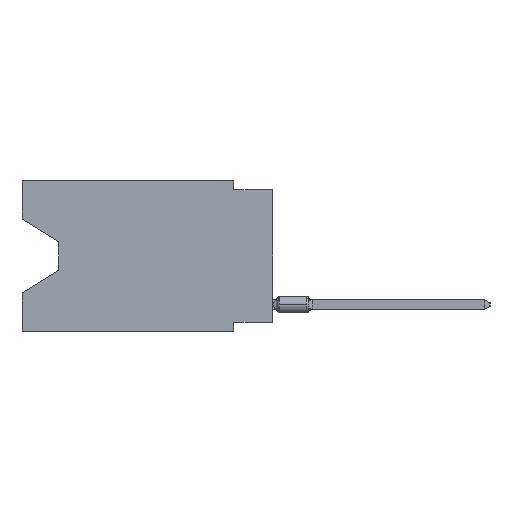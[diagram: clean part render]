
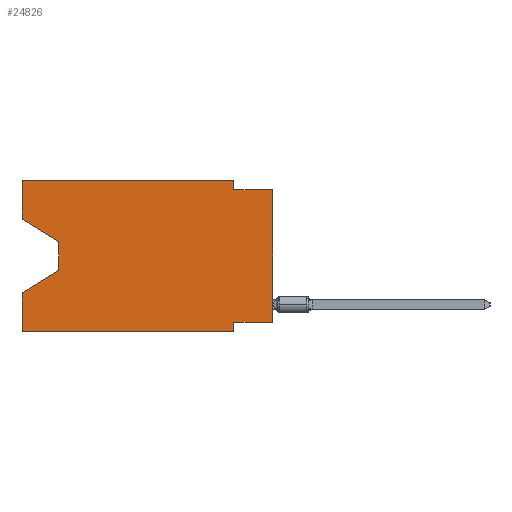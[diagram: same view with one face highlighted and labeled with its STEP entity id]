
A CAD part, left-side view. The second image highlights one B-rep face of the part: STEP entity #24826.
In plain terms, the highlighted planar face has unit normal (-1, 0, 0).
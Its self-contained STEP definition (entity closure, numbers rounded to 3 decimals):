
#326 = CARTESIAN_POINT ( 'NONE',  ( 0., 13.97, -4.013 ) ) ;
#383 = DIRECTION ( 'NONE',  ( 0., -0.855, -0.519 ) ) ;
#582 = VERTEX_POINT ( 'NONE', #22009 ) ;
#1822 = PLANE ( 'NONE',  #4051 ) ;
#2739 = CARTESIAN_POINT ( 'NONE',  ( 0., 0., -0.635 ) ) ;
#2794 = ORIENTED_EDGE ( 'NONE', *, *, #37234, .T. ) ;
#2966 = LINE ( 'NONE', #43936, #36880 ) ;
#3772 = EDGE_CURVE ( 'NONE', #13823, #37369, #2966, .T. ) ;
#3924 = CARTESIAN_POINT ( 'NONE',  ( 0., 16.383, -2.546 ) ) ;
#4051 = AXIS2_PLACEMENT_3D ( 'NONE', #15505, #8579, #29165 ) ;
#4142 = VECTOR ( 'NONE', #9051, 1000. ) ;
#5587 = CARTESIAN_POINT ( 'NONE',  ( 0., 2.54, -9.906 ) ) ;
#5744 = EDGE_CURVE ( 'NONE', #10116, #34721, #22100, .T. ) ;
#5802 = LINE ( 'NONE', #8927, #12100 ) ;
#5912 = ORIENTED_EDGE ( 'NONE', *, *, #16775, .F. ) ;
#5997 = CARTESIAN_POINT ( 'NONE',  ( 0., 2.54, 0. ) ) ;
#6584 = CARTESIAN_POINT ( 'NONE',  ( 0., 0., -9.271 ) ) ;
#7305 = CARTESIAN_POINT ( 'NONE',  ( 0., 13.97, -5.893 ) ) ;
#7951 = DIRECTION ( 'NONE',  ( 0., 0., 1. ) ) ;
#8050 = CARTESIAN_POINT ( 'NONE',  ( 0., 2.54, -0.635 ) ) ;
#8579 = DIRECTION ( 'NONE',  ( 1., 0., 0. ) ) ;
#8854 = ORIENTED_EDGE ( 'NONE', *, *, #43806, .F. ) ;
#8927 = CARTESIAN_POINT ( 'NONE',  ( 0., 16.383, 0. ) ) ;
#9043 = CARTESIAN_POINT ( 'NONE',  ( 0., 2.54, 0. ) ) ;
#9051 = DIRECTION ( 'NONE',  ( 0., 0., 1. ) ) ;
#9914 = LINE ( 'NONE', #2739, #41899 ) ;
#10116 = VERTEX_POINT ( 'NONE', #19186 ) ;
#10346 = CARTESIAN_POINT ( 'NONE',  ( 0., 16.383, -9.906 ) ) ;
#11642 = ORIENTED_EDGE ( 'NONE', *, *, #13263, .F. ) ;
#12030 = EDGE_LOOP ( 'NONE', ( #2794, #36309, #16066, #5912, #38273, #11642, #38186, #27473, #29415, #8854, #26786, #24420 ) ) ;
#12100 = VECTOR ( 'NONE', #39829, 1000. ) ;
#12985 = DIRECTION ( 'NONE',  ( 0., 0., -1. ) ) ;
#13201 = CARTESIAN_POINT ( 'NONE',  ( 0., 13.97, -4.013 ) ) ;
#13263 = EDGE_CURVE ( 'NONE', #37369, #35635, #36273, .T. ) ;
#13422 = CARTESIAN_POINT ( 'NONE',  ( 0., 0., -0.635 ) ) ;
#13823 = VERTEX_POINT ( 'NONE', #6584 ) ;
#13947 = VERTEX_POINT ( 'NONE', #43027 ) ;
#15177 = CARTESIAN_POINT ( 'NONE',  ( 0., 2.54, -9.271 ) ) ;
#15237 = EDGE_CURVE ( 'NONE', #26096, #10116, #15762, .T. ) ;
#15505 = CARTESIAN_POINT ( 'NONE',  ( 0., 16.383, 0. ) ) ;
#15762 = LINE ( 'NONE', #29192, #4142 ) ;
#16052 = CARTESIAN_POINT ( 'NONE',  ( 0., 16.383, 0. ) ) ;
#16066 = ORIENTED_EDGE ( 'NONE', *, *, #29039, .T. ) ;
#16669 = LINE ( 'NONE', #36399, #40122 ) ;
#16775 = EDGE_CURVE ( 'NONE', #37774, #13947, #5802, .T. ) ;
#19186 = CARTESIAN_POINT ( 'NONE',  ( 0., 16.383, 0. ) ) ;
#19990 = VECTOR ( 'NONE', #31500, 1000. ) ;
#22009 = CARTESIAN_POINT ( 'NONE',  ( 0., 13.97, -5.893 ) ) ;
#22011 = LINE ( 'NONE', #9043, #35035 ) ;
#22100 = LINE ( 'NONE', #16052, #40355 ) ;
#22900 = EDGE_CURVE ( 'NONE', #37774, #35635, #16669, .T. ) ;
#24313 = LINE ( 'NONE', #7305, #19990 ) ;
#24420 = ORIENTED_EDGE ( 'NONE', *, *, #15237, .F. ) ;
#24826 = ADVANCED_FACE ( 'NONE', ( #32545 ), #1822, .F. ) ;
#25178 = DIRECTION ( 'NONE',  ( 0., 0., -1. ) ) ;
#26045 = DIRECTION ( 'NONE',  ( 0., 1., 0. ) ) ;
#26096 = VERTEX_POINT ( 'NONE', #3924 ) ;
#26786 = ORIENTED_EDGE ( 'NONE', *, *, #5744, .F. ) ;
#26852 = DIRECTION ( 'NONE',  ( 0., 0., -1. ) ) ;
#26935 = DIRECTION ( 'NONE',  ( 0., -1., 0. ) ) ;
#27387 = VECTOR ( 'NONE', #12985, 1000. ) ;
#27473 = ORIENTED_EDGE ( 'NONE', *, *, #32732, .T. ) ;
#27732 = CARTESIAN_POINT ( 'NONE',  ( 0., 16.383, -2.546 ) ) ;
#29034 = VERTEX_POINT ( 'NONE', #326 ) ;
#29039 = EDGE_CURVE ( 'NONE', #582, #13947, #24313, .T. ) ;
#29053 = DIRECTION ( 'NONE',  ( 0., -1., 0. ) ) ;
#29165 = DIRECTION ( 'NONE',  ( 0., 0., -1. ) ) ;
#29192 = CARTESIAN_POINT ( 'NONE',  ( 0., 16.383, 0. ) ) ;
#29415 = ORIENTED_EDGE ( 'NONE', *, *, #37621, .F. ) ;
#30013 = LINE ( 'NONE', #13201, #27387 ) ;
#30331 = DIRECTION ( 'NONE',  ( 0., -1., 0. ) ) ;
#30722 = VERTEX_POINT ( 'NONE', #8050 ) ;
#31500 = DIRECTION ( 'NONE',  ( 0., 0.855, -0.519 ) ) ;
#31709 = LINE ( 'NONE', #38637, #35172 ) ;
#32545 = FACE_OUTER_BOUND ( 'NONE', #12030, .T. ) ;
#32732 = EDGE_CURVE ( 'NONE', #13823, #34430, #31709, .T. ) ;
#33004 = CARTESIAN_POINT ( 'NONE',  ( 0., 2.54, -9.906 ) ) ;
#34054 = VECTOR ( 'NONE', #383, 1000. ) ;
#34357 = EDGE_CURVE ( 'NONE', #29034, #582, #30013, .T. ) ;
#34430 = VERTEX_POINT ( 'NONE', #13422 ) ;
#34697 = LINE ( 'NONE', #27732, #34054 ) ;
#34721 = VERTEX_POINT ( 'NONE', #5997 ) ;
#35035 = VECTOR ( 'NONE', #25178, 1000. ) ;
#35172 = VECTOR ( 'NONE', #7951, 1000. ) ;
#35635 = VERTEX_POINT ( 'NONE', #33004 ) ;
#36273 = LINE ( 'NONE', #5587, #44081 ) ;
#36309 = ORIENTED_EDGE ( 'NONE', *, *, #34357, .T. ) ;
#36399 = CARTESIAN_POINT ( 'NONE',  ( 0., 16.383, -9.906 ) ) ;
#36880 = VECTOR ( 'NONE', #26045, 1000. ) ;
#37234 = EDGE_CURVE ( 'NONE', #26096, #29034, #34697, .T. ) ;
#37369 = VERTEX_POINT ( 'NONE', #15177 ) ;
#37621 = EDGE_CURVE ( 'NONE', #30722, #34430, #9914, .T. ) ;
#37774 = VERTEX_POINT ( 'NONE', #10346 ) ;
#38186 = ORIENTED_EDGE ( 'NONE', *, *, #3772, .F. ) ;
#38273 = ORIENTED_EDGE ( 'NONE', *, *, #22900, .T. ) ;
#38637 = CARTESIAN_POINT ( 'NONE',  ( 0., 0., 0. ) ) ;
#39829 = DIRECTION ( 'NONE',  ( 0., 0., 1. ) ) ;
#40122 = VECTOR ( 'NONE', #30331, 1000. ) ;
#40355 = VECTOR ( 'NONE', #29053, 1000. ) ;
#41899 = VECTOR ( 'NONE', #26935, 1000. ) ;
#43027 = CARTESIAN_POINT ( 'NONE',  ( 0., 16.383, -7.36 ) ) ;
#43806 = EDGE_CURVE ( 'NONE', #34721, #30722, #22011, .T. ) ;
#43936 = CARTESIAN_POINT ( 'NONE',  ( 0., 0., -9.271 ) ) ;
#44081 = VECTOR ( 'NONE', #26852, 1000. ) ;
